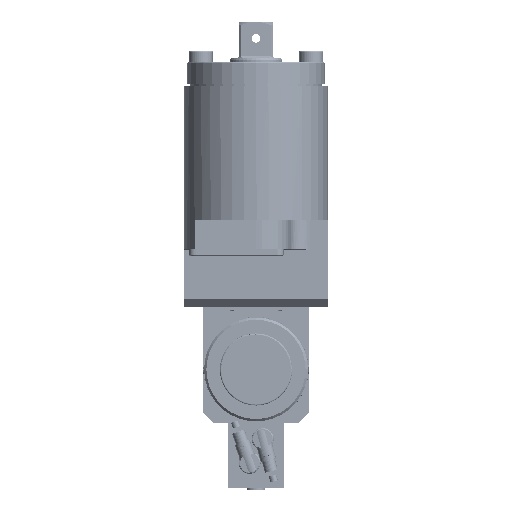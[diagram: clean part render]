
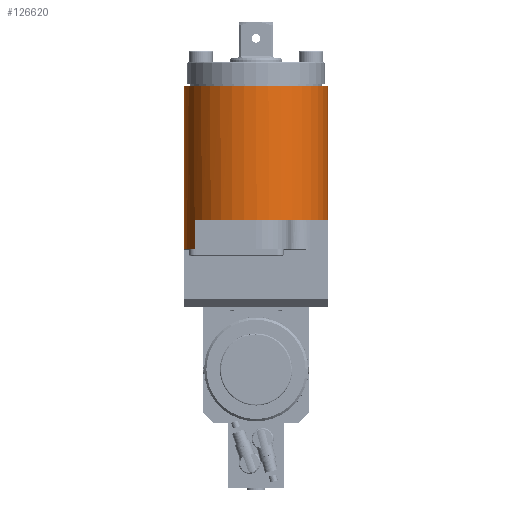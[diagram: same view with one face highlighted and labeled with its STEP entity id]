
A CAD part, left-side view. The second image highlights one B-rep face of the part: STEP entity #126620.
In plain terms, the highlighted cylindrical face has radius 54.5 mm (diameter 109 mm), a partial arc.
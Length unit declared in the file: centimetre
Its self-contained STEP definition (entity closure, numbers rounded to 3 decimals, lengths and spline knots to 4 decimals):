
#10122=CYLINDRICAL_SURFACE('',#139293,5.45);
#16368=FACE_OUTER_BOUND('',#23514,.T.);
#23514=EDGE_LOOP('',(#117827,#117828,#117829,#117830,#117831,#117832));
#30072=CIRCLE('',#139282,5.45);
#30083=CIRCLE('',#139294,5.45);
#30084=CIRCLE('',#139295,5.45);
#41753=LINE('',#275509,#50471);
#41767=LINE('',#275559,#50485);
#41769=LINE('',#275596,#50487);
#50471=VECTOR('',#172937,10.2);
#50485=VECTOR('',#172979,12.4);
#50487=VECTOR('',#173019,2.2);
#62652=VERTEX_POINT('',#275506);
#62653=VERTEX_POINT('',#275508);
#62674=VERTEX_POINT('',#275556);
#62675=VERTEX_POINT('',#275558);
#62690=VERTEX_POINT('',#275592);
#62691=VERTEX_POINT('',#275594);
#81159=EDGE_CURVE('',#62652,#62653,#41753,.T.);
#81184=EDGE_CURVE('',#62675,#62674,#41767,.T.);
#81190=EDGE_CURVE('',#62652,#62675,#30072,.T.);
#81201=EDGE_CURVE('',#62653,#62690,#30083,.T.);
#81202=EDGE_CURVE('',#62691,#62674,#30084,.T.);
#81203=EDGE_CURVE('',#62690,#62691,#41769,.T.);
#117827=ORIENTED_EDGE('',*,*,#81201,.F.);
#117828=ORIENTED_EDGE('',*,*,#81159,.F.);
#117829=ORIENTED_EDGE('',*,*,#81190,.T.);
#117830=ORIENTED_EDGE('',*,*,#81184,.T.);
#117831=ORIENTED_EDGE('',*,*,#81202,.F.);
#117832=ORIENTED_EDGE('',*,*,#81203,.F.);
#126620=ADVANCED_FACE('',(#16368),#10122,.T.);
#139282=AXIS2_PLACEMENT_3D('',#275570,#172991,#172992);
#139293=AXIS2_PLACEMENT_3D('',#275591,#173013,#173014);
#139294=AXIS2_PLACEMENT_3D('',#275593,#173015,#173016);
#139295=AXIS2_PLACEMENT_3D('',#275595,#173017,#173018);
#172937=DIRECTION('',(0.,0.,-1.));
#172979=DIRECTION('',(0.,0.,-1.));
#172991=DIRECTION('center_axis',(0.,0.,
-1.));
#172992=DIRECTION('ref_axis',(0.,-1.,0.));
#173013=DIRECTION('center_axis',(0.,0.,
-1.));
#173014=DIRECTION('ref_axis',(-1.,0.,0.));
#173015=DIRECTION('center_axis',(0.,0.,
-1.));
#173016=DIRECTION('ref_axis',(0.,-1.,0.));
#173017=DIRECTION('center_axis',(0.,0.,
-1.));
#173018=DIRECTION('ref_axis',(-0.514,0.858,0.));
#173019=DIRECTION('',(0.,0.,-1.));
#275506=CARTESIAN_POINT('',(-4.9,-5.45,11.3));
#275508=CARTESIAN_POINT('',(-4.9,-5.45,1.1));
#275509=CARTESIAN_POINT('',(-4.9,-5.45,11.3));
#275556=CARTESIAN_POINT('',(-4.9,5.45,-1.1));
#275558=CARTESIAN_POINT('',(-4.9,5.45,11.3));
#275559=CARTESIAN_POINT('',(-4.9,5.45,11.3));
#275570=CARTESIAN_POINT('Origin',(-4.9,0.,
11.3));
#275591=CARTESIAN_POINT('Origin',(-4.9,0.,
11.3));
#275592=CARTESIAN_POINT('',(-7.7,4.6757,1.1));
#275593=CARTESIAN_POINT('Origin',(-4.9,0.,
1.1));
#275594=CARTESIAN_POINT('',(-7.7,4.6757,-1.1));
#275595=CARTESIAN_POINT('Origin',(-4.9,0.,
-1.1));
#275596=CARTESIAN_POINT('',(-7.7,4.6757,1.1));
